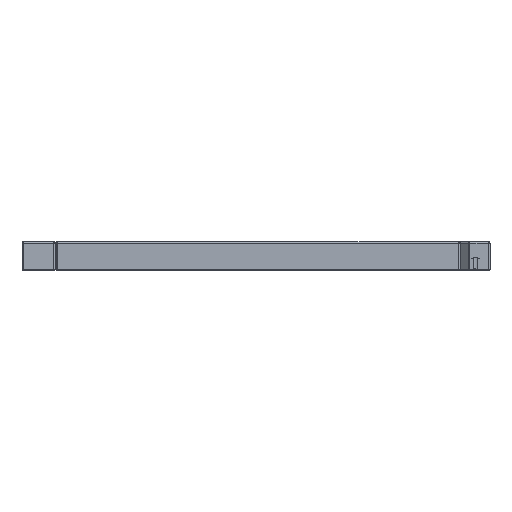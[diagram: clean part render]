
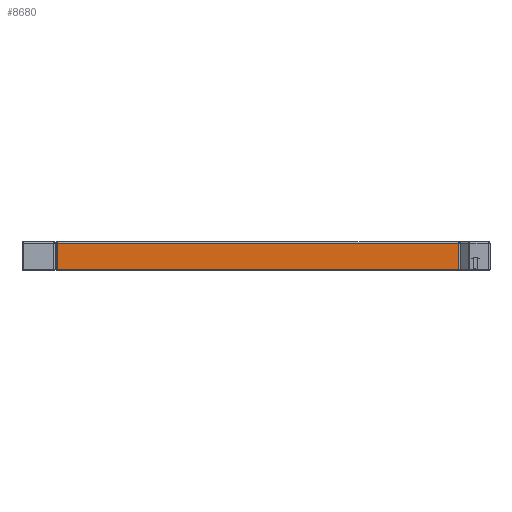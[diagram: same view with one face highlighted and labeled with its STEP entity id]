
A CAD part, left-side view. The second image highlights one B-rep face of the part: STEP entity #8680.
In plain terms, the highlighted planar face has unit normal (-1, 0, 0).
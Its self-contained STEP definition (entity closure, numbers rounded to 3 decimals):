
#299=PLANE('',#9545);
#789=FACE_OUTER_BOUND('',#1330,.T.);
#1330=EDGE_LOOP('',(#7304,#7305,#7306,#7307));
#2030=LINE('',#14365,#2827);
#2047=LINE('',#14415,#2844);
#2048=LINE('',#14419,#2845);
#2049=LINE('',#14420,#2846);
#2827=VECTOR('',#11683,10.);
#2844=VECTOR('',#11740,10.);
#2845=VECTOR('',#11745,10.);
#2846=VECTOR('',#11746,10.);
#4081=VERTEX_POINT('',#14358);
#4083=VERTEX_POINT('',#14363);
#4096=VERTEX_POINT('',#14414);
#4097=VERTEX_POINT('',#14418);
#5178=EDGE_CURVE('',#4083,#4081,#2030,.T.);
#5203=EDGE_CURVE('',#4096,#4081,#2047,.T.);
#5205=EDGE_CURVE('',#4097,#4083,#2048,.T.);
#5206=EDGE_CURVE('',#4096,#4097,#2049,.T.);
#7304=ORIENTED_EDGE('',*,*,#5178,.F.);
#7305=ORIENTED_EDGE('',*,*,#5205,.F.);
#7306=ORIENTED_EDGE('',*,*,#5206,.F.);
#7307=ORIENTED_EDGE('',*,*,#5203,.T.);
#8680=ADVANCED_FACE('',(#789),#299,.T.);
#9545=AXIS2_PLACEMENT_3D('',#14417,#11743,#11744);
#11683=DIRECTION('',(0.,-1.,0.));
#11740=DIRECTION('',(0.,0.,1.));
#11743=DIRECTION('center_axis',(-1.,0.,0.));
#11744=DIRECTION('ref_axis',(0.,-1.,0.));
#11745=DIRECTION('',(0.,0.,1.));
#11746=DIRECTION('',(0.,1.,0.));
#14358=CARTESIAN_POINT('',(-13.,11.5,19.));
#14363=CARTESIAN_POINT('',(-13.,288.5,19.));
#14365=CARTESIAN_POINT('',(-13.,225.125,19.));
#14414=CARTESIAN_POINT('',(-13.,11.5,0.6));
#14415=CARTESIAN_POINT('',(-13.,11.5,1.8));
#14417=CARTESIAN_POINT('Origin',(-13.,288.5,1.8));
#14418=CARTESIAN_POINT('',(-13.,288.5,0.6));
#14419=CARTESIAN_POINT('',(-13.,288.5,1.8));
#14420=CARTESIAN_POINT('',(-13.,217.875,0.6));
